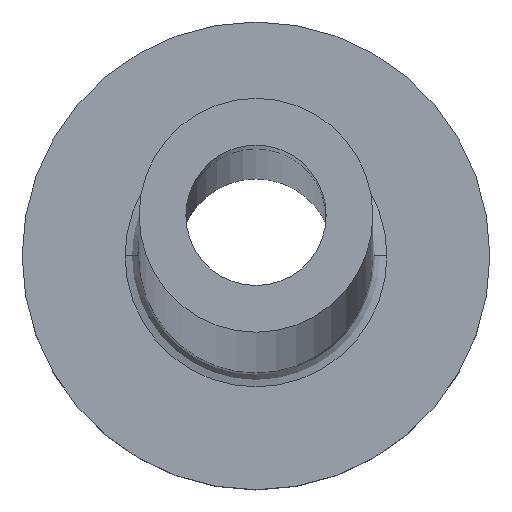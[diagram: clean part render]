
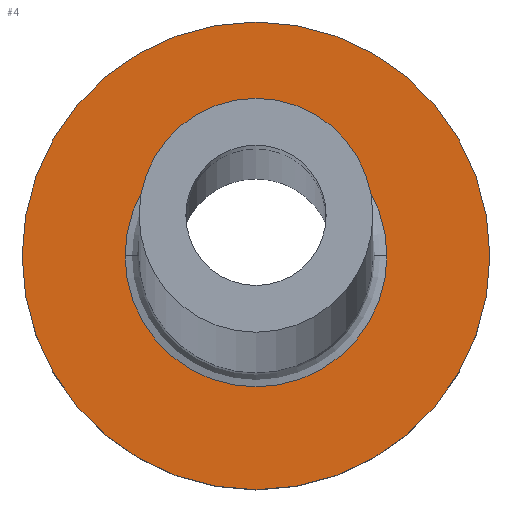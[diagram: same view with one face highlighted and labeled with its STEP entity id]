
A CAD part, top view. The second image highlights one B-rep face of the part: STEP entity #4.
In plain terms, the highlighted planar face has unit normal (0, 0, 1).
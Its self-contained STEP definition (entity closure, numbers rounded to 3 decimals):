
#1 = DIRECTION ( 'NONE',  ( 1., 0., 0. ) ) ;
#4 = ADVANCED_FACE ( 'NONE', ( #121, #261 ), #418, .T. ) ;
#12 = CIRCLE ( 'NONE', #268, 2.8 ) ;
#34 = DIRECTION ( 'NONE',  ( 0., 0., 1. ) ) ;
#35 = CARTESIAN_POINT ( 'NONE',  ( 0., 0., 3. ) ) ;
#49 = DIRECTION ( 'NONE',  ( 0., 0., -1. ) ) ;
#58 = DIRECTION ( 'NONE',  ( 1., 0., 0. ) ) ;
#59 = DIRECTION ( 'NONE',  ( 0., 0., 1. ) ) ;
#66 = CARTESIAN_POINT ( 'NONE',  ( -2.8, 0., 3. ) ) ;
#81 = AXIS2_PLACEMENT_3D ( 'NONE', #166, #59, #238 ) ;
#100 = EDGE_CURVE ( 'NONE', #225, #182, #276, .T. ) ;
#121 = FACE_BOUND ( 'NONE', #219, .T. ) ;
#122 = AXIS2_PLACEMENT_3D ( 'NONE', #161, #34, #58 ) ;
#125 = EDGE_LOOP ( 'NONE', ( #148, #252 ) ) ;
#148 = ORIENTED_EDGE ( 'NONE', *, *, #100, .T. ) ;
#161 = CARTESIAN_POINT ( 'NONE',  ( 0., 0., 3. ) ) ;
#166 = CARTESIAN_POINT ( 'NONE',  ( 0., 0., 3. ) ) ;
#182 = VERTEX_POINT ( 'NONE', #377 ) ;
#184 = CIRCLE ( 'NONE', #122, 5. ) ;
#219 = EDGE_LOOP ( 'NONE', ( #439, #315 ) ) ;
#222 = CARTESIAN_POINT ( 'NONE',  ( 0., 0., 3. ) ) ;
#225 = VERTEX_POINT ( 'NONE', #413 ) ;
#238 = DIRECTION ( 'NONE',  ( 1., 0., 0. ) ) ;
#240 = DIRECTION ( 'NONE',  ( 1., 0., 0. ) ) ;
#252 = ORIENTED_EDGE ( 'NONE', *, *, #357, .T. ) ;
#257 = EDGE_CURVE ( 'NONE', #327, #325, #352, .T. ) ;
#261 = FACE_OUTER_BOUND ( 'NONE', #125, .T. ) ;
#268 = AXIS2_PLACEMENT_3D ( 'NONE', #35, #455, #1 ) ;
#276 = CIRCLE ( 'NONE', #295, 5. ) ;
#295 = AXIS2_PLACEMENT_3D ( 'NONE', #301, #456, #240 ) ;
#301 = CARTESIAN_POINT ( 'NONE',  ( 0., 0., 3. ) ) ;
#315 = ORIENTED_EDGE ( 'NONE', *, *, #438, .T. ) ;
#325 = VERTEX_POINT ( 'NONE', #66 ) ;
#327 = VERTEX_POINT ( 'NONE', #347 ) ;
#328 = DIRECTION ( 'NONE',  ( 1., 0., 0. ) ) ;
#334 = AXIS2_PLACEMENT_3D ( 'NONE', #222, #49, #328 ) ;
#347 = CARTESIAN_POINT ( 'NONE',  ( 2.8, 0., 3. ) ) ;
#352 = CIRCLE ( 'NONE', #334, 2.8 ) ;
#357 = EDGE_CURVE ( 'NONE', #182, #225, #184, .T. ) ;
#377 = CARTESIAN_POINT ( 'NONE',  ( 5., 0., 3. ) ) ;
#413 = CARTESIAN_POINT ( 'NONE',  ( -5., 0., 3. ) ) ;
#418 = PLANE ( 'NONE',  #81 ) ;
#438 = EDGE_CURVE ( 'NONE', #325, #327, #12, .T. ) ;
#439 = ORIENTED_EDGE ( 'NONE', *, *, #257, .T. ) ;
#455 = DIRECTION ( 'NONE',  ( 0., 0., -1. ) ) ;
#456 = DIRECTION ( 'NONE',  ( 0., 0., 1. ) ) ;
